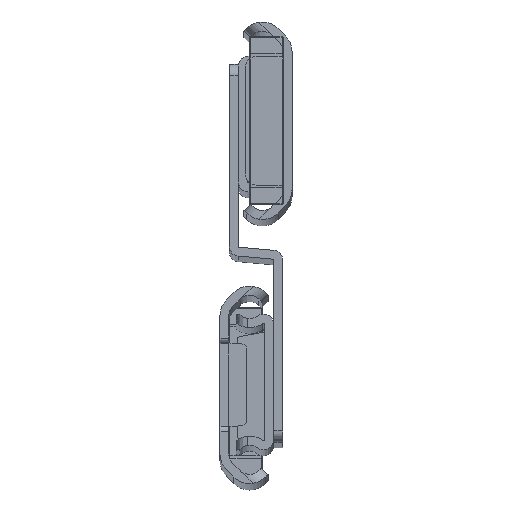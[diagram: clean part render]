
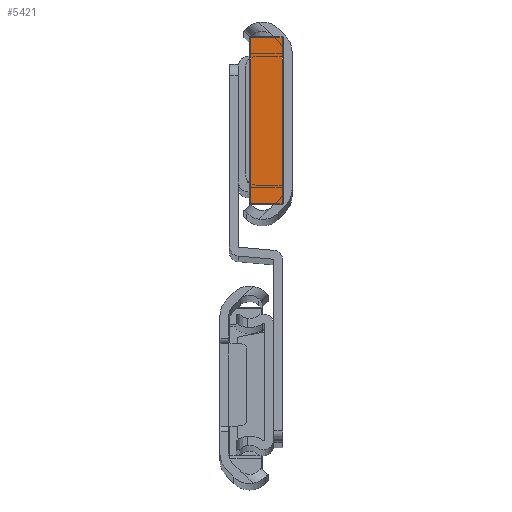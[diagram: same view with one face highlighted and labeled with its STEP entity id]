
A CAD part, top view. The second image highlights one B-rep face of the part: STEP entity #5421.
In plain terms, the highlighted planar face has unit normal (0, 0, 1).
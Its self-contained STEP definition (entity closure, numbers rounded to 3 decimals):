
#138 = DIRECTION ( 'NONE',  ( 0., -1., 0. ) ) ;
#432 = ORIENTED_EDGE ( 'NONE', *, *, #4812, .T. ) ;
#475 = ORIENTED_EDGE ( 'NONE', *, *, #1784, .T. ) ;
#893 = CARTESIAN_POINT ( 'NONE',  ( -14.8, 5.8, 3.25 ) ) ;
#921 = VECTOR ( 'NONE', #1796, 1000. ) ;
#1177 = EDGE_LOOP ( 'NONE', ( #475, #432, #3198, #3657 ) ) ;
#1372 = LINE ( 'NONE', #4739, #921 ) ;
#1494 = LINE ( 'NONE', #2426, #2668 ) ;
#1784 = EDGE_CURVE ( 'NONE', #6194, #4079, #5815, .T. ) ;
#1796 = DIRECTION ( 'NONE',  ( 1., 0., 0. ) ) ;
#1826 = VECTOR ( 'NONE', #5985, 1000. ) ;
#2154 = DIRECTION ( 'NONE',  ( -1., 0., 0. ) ) ;
#2426 = CARTESIAN_POINT ( 'NONE',  ( 14.8, 6., 3.25 ) ) ;
#2668 = VECTOR ( 'NONE', #3944, 1000. ) ;
#3092 = DIRECTION ( 'NONE',  ( 0., 0., -1. ) ) ;
#3198 = ORIENTED_EDGE ( 'NONE', *, *, #5995, .T. ) ;
#3234 = VERTEX_POINT ( 'NONE', #5380 ) ;
#3361 = CARTESIAN_POINT ( 'NONE',  ( -15., 5.8, 3.25 ) ) ;
#3657 = ORIENTED_EDGE ( 'NONE', *, *, #5625, .T. ) ;
#3944 = DIRECTION ( 'NONE',  ( 0., 1., 0. ) ) ;
#4079 = VERTEX_POINT ( 'NONE', #893 ) ;
#4160 = CARTESIAN_POINT ( 'NONE',  ( -14.8, 6., 3.25 ) ) ;
#4515 = VERTEX_POINT ( 'NONE', #5344 ) ;
#4608 = PLANE ( 'NONE',  #6004 ) ;
#4646 = LINE ( 'NONE', #4160, #4667 ) ;
#4667 = VECTOR ( 'NONE', #138, 1000. ) ;
#4681 = CARTESIAN_POINT ( 'NONE',  ( 14.8, 5.8, 3.25 ) ) ;
#4739 = CARTESIAN_POINT ( 'NONE',  ( -15., 0.2, 3.25 ) ) ;
#4812 = EDGE_CURVE ( 'NONE', #4079, #4515, #4646, .T. ) ;
#5031 = FACE_OUTER_BOUND ( 'NONE', #1177, .T. ) ;
#5344 = CARTESIAN_POINT ( 'NONE',  ( -14.8, 0.2, 3.25 ) ) ;
#5380 = CARTESIAN_POINT ( 'NONE',  ( 14.8, 0.2, 3.25 ) ) ;
#5421 = ADVANCED_FACE ( 'NONE', ( #5031 ), #4608, .F. ) ;
#5625 = EDGE_CURVE ( 'NONE', #3234, #6194, #1494, .T. ) ;
#5815 = LINE ( 'NONE', #3361, #1826 ) ;
#5985 = DIRECTION ( 'NONE',  ( -1., 0., 0. ) ) ;
#5995 = EDGE_CURVE ( 'NONE', #4515, #3234, #1372, .T. ) ;
#6004 = AXIS2_PLACEMENT_3D ( 'NONE', #6028, #3092, #2154 ) ;
#6028 = CARTESIAN_POINT ( 'NONE',  ( -15., 6., 3.25 ) ) ;
#6194 = VERTEX_POINT ( 'NONE', #4681 ) ;
